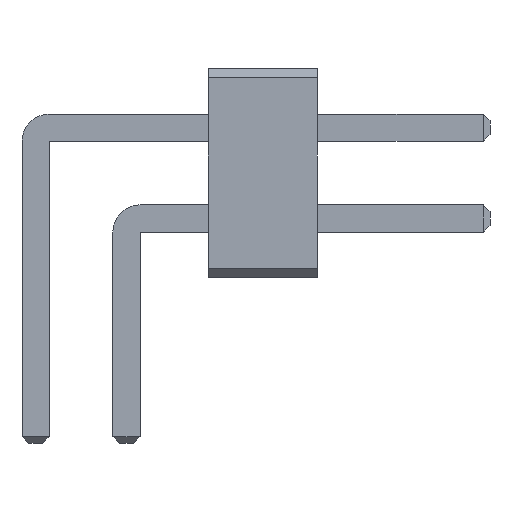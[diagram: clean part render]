
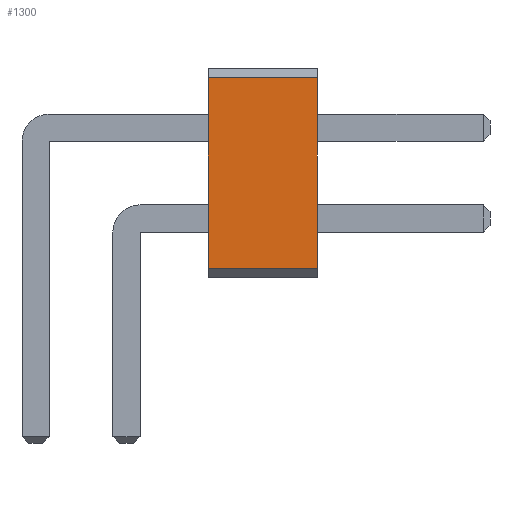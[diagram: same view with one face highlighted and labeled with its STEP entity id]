
A CAD part, front view. The second image highlights one B-rep face of the part: STEP entity #1300.
In plain terms, the highlighted planar face has unit normal (0, -1, 0).
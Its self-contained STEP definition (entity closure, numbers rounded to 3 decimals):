
#13=DIRECTION('',(0.,0.,1.));
#27=VECTOR('',#28,1.);
#28=DIRECTION('',(1.,0.,0.));
#57=DIRECTION('',(0.,-1.,0.));
#1287=VERTEX_POINT('',#1288);
#1288=CARTESIAN_POINT('',(3.1,-21.5,0.1));
#1291=EDGE_CURVE('',#1292,#1287,#1294,.T.);
#1292=VERTEX_POINT('',#1293);
#1293=CARTESIAN_POINT('',(1.9,-21.5,0.1));
#1294=LINE('',#1293,#27);
#1300=ADVANCED_FACE('',(#1301),#1318,.T.);
#1301=FACE_BOUND('',#1302,.T.);
#1302=EDGE_LOOP('',(#1303,#1304,#1310,#1315));
#1303=ORIENTED_EDGE('',*,*,#1291,.T.);
#1304=ORIENTED_EDGE('',*,*,#1305,.T.);
#1305=EDGE_CURVE('',#1287,#1306,#1308,.T.);
#1306=VERTEX_POINT('',#1307);
#1307=CARTESIAN_POINT('',(3.1,-21.5,2.2));
#1308=LINE('',#1288,#1309);
#1309=VECTOR('',#13,1.);
#1310=ORIENTED_EDGE('',*,*,#1311,.F.);
#1311=EDGE_CURVE('',#1312,#1306,#1314,.T.);
#1312=VERTEX_POINT('',#1313);
#1313=CARTESIAN_POINT('',(1.9,-21.5,2.2));
#1314=LINE('',#1313,#27);
#1315=ORIENTED_EDGE('',*,*,#1316,.F.);
#1316=EDGE_CURVE('',#1292,#1312,#1317,.T.);
#1317=LINE('',#1293,#1309);
#1318=PLANE('',#1319);
#1319=AXIS2_PLACEMENT_3D('',#1293,#57,#13);
